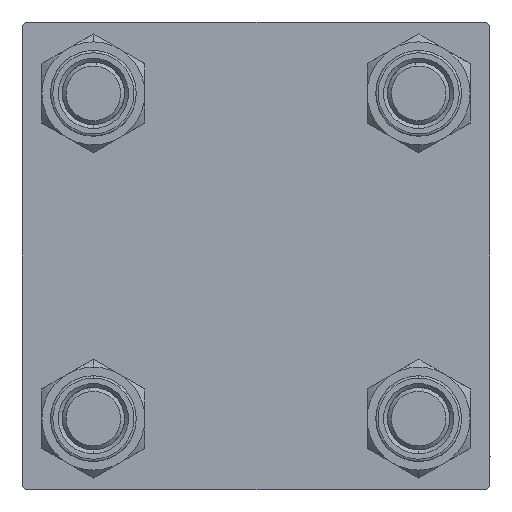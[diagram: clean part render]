
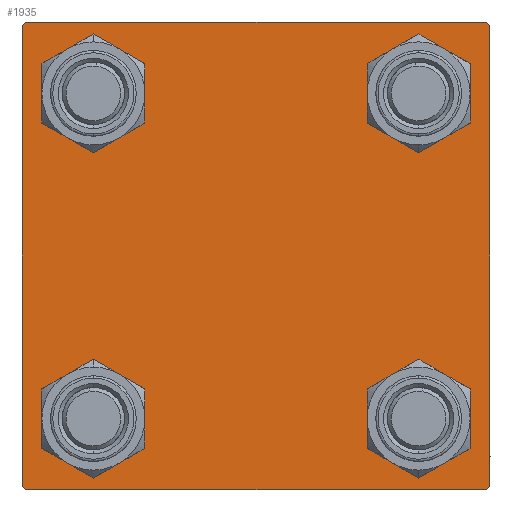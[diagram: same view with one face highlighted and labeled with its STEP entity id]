
A CAD part, left-side view. The second image highlights one B-rep face of the part: STEP entity #1935.
In plain terms, the highlighted planar face has unit normal (-1, 0, 0).
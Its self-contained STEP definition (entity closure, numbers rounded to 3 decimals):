
#33 = DIRECTION ( 'NONE',  ( 1., 0., 0. ) ) ;
#176 = CARTESIAN_POINT ( 'NONE',  ( 0., 0., 0. ) ) ;
#579 = CARTESIAN_POINT ( 'NONE',  ( 0., 20.85, -25.35 ) ) ;
#646 = CARTESIAN_POINT ( 'NONE',  ( 0., -29.75, -29.75 ) ) ;
#845 = CARTESIAN_POINT ( 'NONE',  ( 0., 30., -29.5 ) ) ;
#1101 = CIRCLE ( 'NONE', #31241, 4.5 ) ;
#1177 = AXIS2_PLACEMENT_3D ( 'NONE', #25603, #33242, #37562 ) ;
#1327 = DIRECTION ( 'NONE',  ( 1., 0., 0. ) ) ;
#1935 = ADVANCED_FACE ( 'NONE', ( #42803, #27248, #42286, #30310, #7850 ), #45872, .T. ) ;
#1982 = CIRCLE ( 'NONE', #1177, 4.5 ) ;
#2321 = ORIENTED_EDGE ( 'NONE', *, *, #23261, .T. ) ;
#2535 = CARTESIAN_POINT ( 'NONE',  ( 0., 20.85, 25.35 ) ) ;
#2999 = DIRECTION ( 'NONE',  ( 0., 0., 1. ) ) ;
#3160 = CIRCLE ( 'NONE', #31689, 4.5 ) ;
#3614 = CARTESIAN_POINT ( 'NONE',  ( 0., 20.85, -20.85 ) ) ;
#3684 = AXIS2_PLACEMENT_3D ( 'NONE', #3614, #33, #31173 ) ;
#4107 = CARTESIAN_POINT ( 'NONE',  ( 0., 20.85, 20.85 ) ) ;
#4305 = VECTOR ( 'NONE', #13199, 1000. ) ;
#4832 = DIRECTION ( 'NONE',  ( 0., 0.707, 0.707 ) ) ;
#5473 = ORIENTED_EDGE ( 'NONE', *, *, #10162, .F. ) ;
#6381 = VERTEX_POINT ( 'NONE', #43322 ) ;
#6434 = CARTESIAN_POINT ( 'NONE',  ( 0., -20.85, 16.35 ) ) ;
#6650 = CARTESIAN_POINT ( 'NONE',  ( 0., -30., -29.5 ) ) ;
#7515 = CIRCLE ( 'NONE', #13243, 4.5 ) ;
#7850 = FACE_OUTER_BOUND ( 'NONE', #40285, .T. ) ;
#8089 = EDGE_CURVE ( 'NONE', #50303, #45433, #25250, .T. ) ;
#8378 = EDGE_CURVE ( 'NONE', #10450, #10245, #48136, .T. ) ;
#8388 = EDGE_CURVE ( 'NONE', #41244, #45496, #38538, .T. ) ;
#8416 = CARTESIAN_POINT ( 'NONE',  ( 0., 30., 30. ) ) ;
#8923 = CARTESIAN_POINT ( 'NONE',  ( 0., -29.5, 30. ) ) ;
#9275 = CARTESIAN_POINT ( 'NONE',  ( 0., -29.5, -30. ) ) ;
#9495 = CARTESIAN_POINT ( 'NONE',  ( 0., -20.85, 20.85 ) ) ;
#9558 = EDGE_CURVE ( 'NONE', #29880, #42544, #28824, .T. ) ;
#10162 = EDGE_CURVE ( 'NONE', #16206, #45433, #11393, .T. ) ;
#10245 = VERTEX_POINT ( 'NONE', #40699 ) ;
#10377 = CARTESIAN_POINT ( 'NONE',  ( 0., -20.85, -20.85 ) ) ;
#10450 = VERTEX_POINT ( 'NONE', #845 ) ;
#10537 = VERTEX_POINT ( 'NONE', #37079 ) ;
#11308 = ORIENTED_EDGE ( 'NONE', *, *, #46354, .T. ) ;
#11313 = VERTEX_POINT ( 'NONE', #9275 ) ;
#11336 = EDGE_CURVE ( 'NONE', #45496, #41244, #1982, .T. ) ;
#11393 = LINE ( 'NONE', #27469, #11745 ) ;
#11447 = DIRECTION ( 'NONE',  ( 0., 0., 1. ) ) ;
#11596 = CIRCLE ( 'NONE', #15673, 4.5 ) ;
#11745 = VECTOR ( 'NONE', #43021, 1000. ) ;
#11865 = CARTESIAN_POINT ( 'NONE',  ( 0., 29.75, 29.75 ) ) ;
#13089 = DIRECTION ( 'NONE',  ( 1., 0., 0. ) ) ;
#13199 = DIRECTION ( 'NONE',  ( 0., -0.707, -0.707 ) ) ;
#13243 = AXIS2_PLACEMENT_3D ( 'NONE', #40633, #13089, #25087 ) ;
#14669 = LINE ( 'NONE', #11865, #30079 ) ;
#14768 = CARTESIAN_POINT ( 'NONE',  ( 0., 20.85, 20.85 ) ) ;
#15673 = AXIS2_PLACEMENT_3D ( 'NONE', #14768, #45901, #11447 ) ;
#15813 = VECTOR ( 'NONE', #27047, 1000. ) ;
#16206 = VERTEX_POINT ( 'NONE', #43200 ) ;
#16523 = ORIENTED_EDGE ( 'NONE', *, *, #48580, .T. ) ;
#17086 = EDGE_LOOP ( 'NONE', ( #11308, #28054 ) ) ;
#18625 = EDGE_CURVE ( 'NONE', #10245, #11313, #46873, .T. ) ;
#18782 = ORIENTED_EDGE ( 'NONE', *, *, #35574, .T. ) ;
#18850 = CARTESIAN_POINT ( 'NONE',  ( 0., -30., 29.5 ) ) ;
#19567 = EDGE_CURVE ( 'NONE', #26346, #10450, #38780, .T. ) ;
#20690 = CARTESIAN_POINT ( 'NONE',  ( 0., -30., 30. ) ) ;
#20932 = CARTESIAN_POINT ( 'NONE',  ( 0., -20.85, -25.35 ) ) ;
#22266 = ORIENTED_EDGE ( 'NONE', *, *, #19567, .T. ) ;
#23261 = EDGE_CURVE ( 'NONE', #6381, #38445, #25700, .T. ) ;
#23347 = DIRECTION ( 'NONE',  ( 0., 0.707, -0.707 ) ) ;
#24059 = ORIENTED_EDGE ( 'NONE', *, *, #8089, .T. ) ;
#24712 = VECTOR ( 'NONE', #4832, 1000. ) ;
#25070 = DIRECTION ( 'NONE',  ( 0., 0., 1. ) ) ;
#25087 = DIRECTION ( 'NONE',  ( 0., 0., 1. ) ) ;
#25250 = LINE ( 'NONE', #47696, #24712 ) ;
#25415 = AXIS2_PLACEMENT_3D ( 'NONE', #176, #31332, #43557 ) ;
#25603 = CARTESIAN_POINT ( 'NONE',  ( 0., -20.85, -20.85 ) ) ;
#25700 = CIRCLE ( 'NONE', #3684, 4.5 ) ;
#26033 = ORIENTED_EDGE ( 'NONE', *, *, #49196, .T. ) ;
#26306 = ORIENTED_EDGE ( 'NONE', *, *, #11336, .T. ) ;
#26346 = VERTEX_POINT ( 'NONE', #38880 ) ;
#27047 = DIRECTION ( 'NONE',  ( 0., 0., -1. ) ) ;
#27248 = FACE_BOUND ( 'NONE', #33156, .T. ) ;
#27469 = CARTESIAN_POINT ( 'NONE',  ( 0., 30., 30. ) ) ;
#28054 = ORIENTED_EDGE ( 'NONE', *, *, #9558, .T. ) ;
#28075 = CARTESIAN_POINT ( 'NONE',  ( 0., -20.85, -16.35 ) ) ;
#28824 = CIRCLE ( 'NONE', #32871, 4.5 ) ;
#29433 = EDGE_LOOP ( 'NONE', ( #16523, #18782 ) ) ;
#29880 = VERTEX_POINT ( 'NONE', #39687 ) ;
#30079 = VECTOR ( 'NONE', #23347, 1000. ) ;
#30310 = FACE_BOUND ( 'NONE', #17086, .T. ) ;
#30570 = CARTESIAN_POINT ( 'NONE',  ( 0., -20.85, 20.85 ) ) ;
#31173 = DIRECTION ( 'NONE',  ( 0., 0., 1. ) ) ;
#31241 = AXIS2_PLACEMENT_3D ( 'NONE', #9495, #1327, #25070 ) ;
#31332 = DIRECTION ( 'NONE',  ( -1., 0., 0. ) ) ;
#31432 = EDGE_CURVE ( 'NONE', #50303, #46056, #43393, .T. ) ;
#31466 = ORIENTED_EDGE ( 'NONE', *, *, #8388, .T. ) ;
#31542 = DIRECTION ( 'NONE',  ( 0., -0.707, 0.707 ) ) ;
#31578 = DIRECTION ( 'NONE',  ( 0., -1., 0. ) ) ;
#31689 = AXIS2_PLACEMENT_3D ( 'NONE', #30570, #40845, #2999 ) ;
#32033 = AXIS2_PLACEMENT_3D ( 'NONE', #10377, #40995, #48645 ) ;
#32590 = CARTESIAN_POINT ( 'NONE',  ( 0., 29.75, -29.75 ) ) ;
#32871 = AXIS2_PLACEMENT_3D ( 'NONE', #4107, #46464, #35738 ) ;
#33018 = ORIENTED_EDGE ( 'NONE', *, *, #42188, .T. ) ;
#33055 = EDGE_CURVE ( 'NONE', #16206, #26346, #14669, .T. ) ;
#33156 = EDGE_LOOP ( 'NONE', ( #31466, #26306 ) ) ;
#33242 = DIRECTION ( 'NONE',  ( 1., 0., 0. ) ) ;
#34646 = VECTOR ( 'NONE', #31578, 1000. ) ;
#34848 = LINE ( 'NONE', #646, #43467 ) ;
#35574 = EDGE_CURVE ( 'NONE', #44453, #10537, #3160, .T. ) ;
#35738 = DIRECTION ( 'NONE',  ( 0., 0., 1. ) ) ;
#35763 = VECTOR ( 'NONE', #35989, 1000. ) ;
#35895 = CARTESIAN_POINT ( 'NONE',  ( 0., 30., -30. ) ) ;
#35989 = DIRECTION ( 'NONE',  ( 0., 0., -1. ) ) ;
#37079 = CARTESIAN_POINT ( 'NONE',  ( 0., -20.85, 25.35 ) ) ;
#37562 = DIRECTION ( 'NONE',  ( 0., 0., 1. ) ) ;
#38069 = ORIENTED_EDGE ( 'NONE', *, *, #31432, .F. ) ;
#38445 = VERTEX_POINT ( 'NONE', #579 ) ;
#38538 = CIRCLE ( 'NONE', #32033, 4.5 ) ;
#38780 = LINE ( 'NONE', #8416, #15813 ) ;
#38880 = CARTESIAN_POINT ( 'NONE',  ( 0., 30., 29.5 ) ) ;
#38899 = ORIENTED_EDGE ( 'NONE', *, *, #18625, .T. ) ;
#39687 = CARTESIAN_POINT ( 'NONE',  ( 0., 20.85, 16.35 ) ) ;
#40285 = EDGE_LOOP ( 'NONE', ( #22266, #49649, #38899, #26033, #38069, #24059, #5473, #45171 ) ) ;
#40633 = CARTESIAN_POINT ( 'NONE',  ( 0., 20.85, -20.85 ) ) ;
#40699 = CARTESIAN_POINT ( 'NONE',  ( 0., 29.5, -30. ) ) ;
#40845 = DIRECTION ( 'NONE',  ( 1., 0., 0. ) ) ;
#40995 = DIRECTION ( 'NONE',  ( 1., 0., 0. ) ) ;
#41244 = VERTEX_POINT ( 'NONE', #28075 ) ;
#42188 = EDGE_CURVE ( 'NONE', #38445, #6381, #7515, .T. ) ;
#42286 = FACE_BOUND ( 'NONE', #43917, .T. ) ;
#42544 = VERTEX_POINT ( 'NONE', #2535 ) ;
#42803 = FACE_BOUND ( 'NONE', #29433, .T. ) ;
#43021 = DIRECTION ( 'NONE',  ( 0., -1., 0. ) ) ;
#43200 = CARTESIAN_POINT ( 'NONE',  ( 0., 29.5, 30. ) ) ;
#43322 = CARTESIAN_POINT ( 'NONE',  ( 0., 20.85, -16.35 ) ) ;
#43393 = LINE ( 'NONE', #20690, #35763 ) ;
#43467 = VECTOR ( 'NONE', #31542, 1000. ) ;
#43557 = DIRECTION ( 'NONE',  ( 0., 0., 1. ) ) ;
#43917 = EDGE_LOOP ( 'NONE', ( #2321, #33018 ) ) ;
#44453 = VERTEX_POINT ( 'NONE', #6434 ) ;
#45171 = ORIENTED_EDGE ( 'NONE', *, *, #33055, .T. ) ;
#45433 = VERTEX_POINT ( 'NONE', #8923 ) ;
#45496 = VERTEX_POINT ( 'NONE', #20932 ) ;
#45872 = PLANE ( 'NONE',  #25415 ) ;
#45901 = DIRECTION ( 'NONE',  ( 1., 0., 0. ) ) ;
#46056 = VERTEX_POINT ( 'NONE', #6650 ) ;
#46354 = EDGE_CURVE ( 'NONE', #42544, #29880, #11596, .T. ) ;
#46464 = DIRECTION ( 'NONE',  ( 1., 0., 0. ) ) ;
#46873 = LINE ( 'NONE', #35895, #34646 ) ;
#47696 = CARTESIAN_POINT ( 'NONE',  ( 0., -29.75, 29.75 ) ) ;
#48136 = LINE ( 'NONE', #32590, #4305 ) ;
#48580 = EDGE_CURVE ( 'NONE', #10537, #44453, #1101, .T. ) ;
#48645 = DIRECTION ( 'NONE',  ( 0., 0., 1. ) ) ;
#49196 = EDGE_CURVE ( 'NONE', #11313, #46056, #34848, .T. ) ;
#49649 = ORIENTED_EDGE ( 'NONE', *, *, #8378, .T. ) ;
#50303 = VERTEX_POINT ( 'NONE', #18850 ) ;
